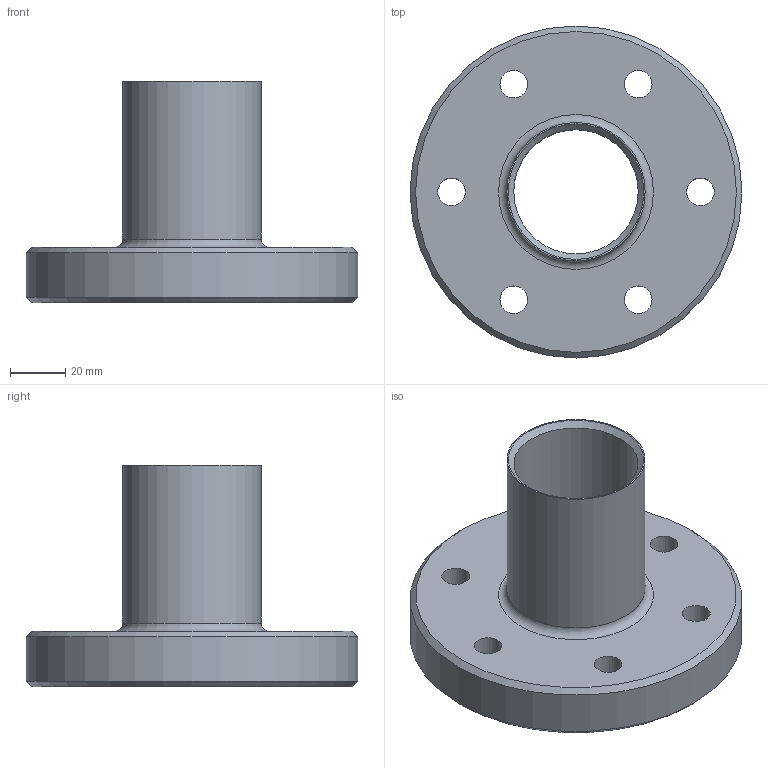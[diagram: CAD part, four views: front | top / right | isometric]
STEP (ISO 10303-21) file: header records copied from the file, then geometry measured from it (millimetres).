
FILE_DESCRIPTION(/* description */ (''),/* implementation_level */ '2;1');
FILE_NAME(/* name */ 'Exercise-35 v1.step',/* time_stamp */ '2025-09-23T20:24:17+05:30',/* author */ (''),/* organization */ (''),/* preprocessor_version */ 'ST-DEVELOPER v20.1',/* originating_system */ 'Autodesk Translation Framework v14.17.0.0',/* authorisation */ '');
FILE_SCHEMA (('AUTOMOTIVE_DESIGN { 1 0 10303 214 3 1 1 }'));
Length unit declared in the file: millimetre
Products named in the file (1): Exercise-35
Bounding box: 120 x 120 x 80 mm (x, y, z)
Volume: 205583.2 mm3; surface area: 49127.5 mm2
Topology: 1 solids, 1 shells, 17 faces, 38 edges, 24 vertices
Faces by surface type: cylinder 9, cone 4, plane 3, torus 1
Full cylindrical faces by diameter (mm): 10 x6, 45 x1, 50 x1, 120 x1
Entity records: 582 total; most frequent: DIRECTION 99, CARTESIAN_POINT 80, ORIENTED_EDGE 76, AXIS2_PLACEMENT_3D 43, EDGE_CURVE 38, EDGE_LOOP 32, CIRCLE 25, VERTEX_POINT 24
